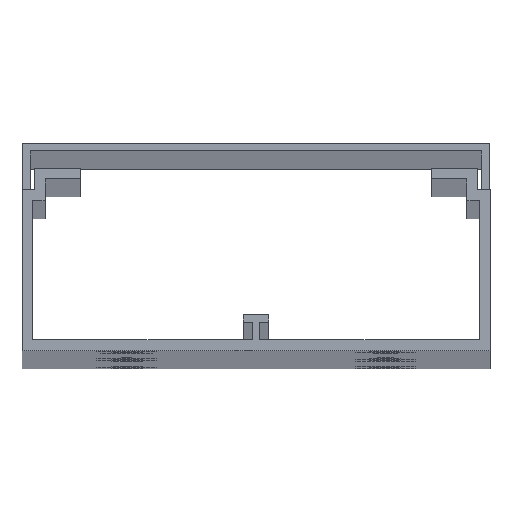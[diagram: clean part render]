
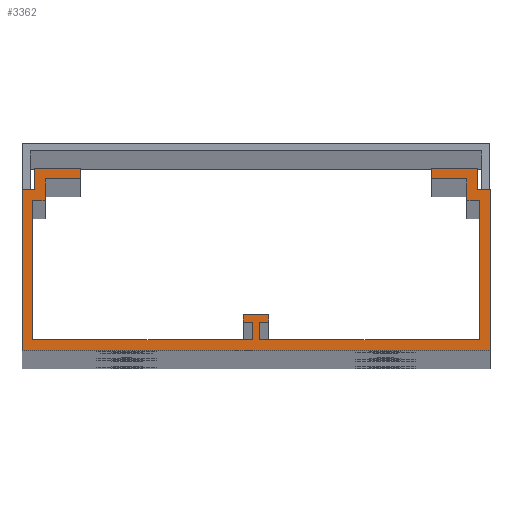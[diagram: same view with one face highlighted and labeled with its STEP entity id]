
A CAD part, top view. The second image highlights one B-rep face of the part: STEP entity #3362.
In plain terms, the highlighted planar face has unit normal (0, 0, 1).
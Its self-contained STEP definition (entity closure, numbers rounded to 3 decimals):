
#99=DIRECTION('',(-1.,0.,0.));
#100=VECTOR('',#99,42.35);
#101=CARTESIAN_POINT('',(-0.75,2.1,0.));
#102=LINE('',#101,#100);
#103=DIRECTION('',(0.,-1.,0.));
#104=VECTOR('',#103,3.4);
#105=CARTESIAN_POINT('',(-0.75,5.5,0.));
#106=LINE('',#105,#104);
#107=DIRECTION('',(1.,0.,0.));
#108=VECTOR('',#107,1.75);
#109=CARTESIAN_POINT('',(-2.5,5.5,0.));
#110=LINE('',#109,#108);
#111=DIRECTION('',(0.,-1.,0.));
#112=VECTOR('',#111,1.5);
#113=CARTESIAN_POINT('',(-2.5,7.,0.));
#114=LINE('',#113,#112);
#115=DIRECTION('',(-1.,0.,0.));
#116=VECTOR('',#115,5.);
#117=CARTESIAN_POINT('',(2.5,7.,0.));
#118=LINE('',#117,#116);
#119=DIRECTION('',(0.,1.,0.));
#120=VECTOR('',#119,1.5);
#121=CARTESIAN_POINT('',(2.5,5.5,0.));
#122=LINE('',#121,#120);
#123=DIRECTION('',(1.,0.,0.));
#124=VECTOR('',#123,1.75);
#125=CARTESIAN_POINT('',(0.75,5.5,0.));
#126=LINE('',#125,#124);
#127=DIRECTION('',(0.,1.,0.));
#128=VECTOR('',#127,3.4);
#129=CARTESIAN_POINT('',(0.75,2.1,0.));
#130=LINE('',#129,#128);
#131=DIRECTION('',(-1.,0.,0.));
#132=VECTOR('',#131,42.35);
#133=CARTESIAN_POINT('',(43.1,2.1,0.));
#134=LINE('',#133,#132);
#135=DIRECTION('',(0.,-1.,0.));
#136=VECTOR('',#135,26.9);
#137=CARTESIAN_POINT('',(43.1,29.,0.));
#138=LINE('',#137,#136);
#139=DIRECTION('',(1.,0.,0.));
#140=VECTOR('',#139,2.35);
#141=CARTESIAN_POINT('',(40.75,29.,0.));
#142=LINE('',#141,#140);
#143=DIRECTION('',(0.,-1.,0.));
#144=VECTOR('',#143,4.2);
#145=CARTESIAN_POINT('',(40.75,33.2,0.));
#146=LINE('',#145,#144);
#147=DIRECTION('',(1.,0.,0.));
#148=VECTOR('',#147,6.8);
#149=CARTESIAN_POINT('',(33.95,33.2,0.));
#150=LINE('',#149,#148);
#151=DIRECTION('',(0.,-1.,0.));
#152=VECTOR('',#151,2.1);
#153=CARTESIAN_POINT('',(33.95,35.3,0.));
#154=LINE('',#153,#152);
#155=DIRECTION('',(0.,1.,0.));
#156=VECTOR('',#155,4.2);
#157=CARTESIAN_POINT('',(42.85,31.1,0.));
#158=LINE('',#157,#156);
#159=DIRECTION('',(-1.,0.,0.));
#160=VECTOR('',#159,2.35);
#161=CARTESIAN_POINT('',(45.2,31.1,0.));
#162=LINE('',#161,#160);
#163=DIRECTION('',(0.,1.,0.));
#164=VECTOR('',#163,31.1);
#165=CARTESIAN_POINT('',(45.2,0.,0.));
#166=LINE('',#165,#164);
#167=DIRECTION('',(1.,0.,0.));
#168=VECTOR('',#167,90.4);
#169=CARTESIAN_POINT('',(-45.2,0.,0.));
#170=LINE('',#169,#168);
#171=DIRECTION('',(0.,-1.,0.));
#172=VECTOR('',#171,31.1);
#173=CARTESIAN_POINT('',(-45.2,31.1,0.));
#174=LINE('',#173,#172);
#175=DIRECTION('',(-1.,0.,0.));
#176=VECTOR('',#175,2.35);
#177=CARTESIAN_POINT('',(-42.85,31.1,0.));
#178=LINE('',#177,#176);
#179=DIRECTION('',(0.,-1.,0.));
#180=VECTOR('',#179,4.2);
#181=CARTESIAN_POINT('',(-42.85,35.3,0.));
#182=LINE('',#181,#180);
#183=DIRECTION('',(0.,1.,0.));
#184=VECTOR('',#183,2.1);
#185=CARTESIAN_POINT('',(-33.95,33.2,0.));
#186=LINE('',#185,#184);
#187=DIRECTION('',(1.,0.,0.));
#188=VECTOR('',#187,6.8);
#189=CARTESIAN_POINT('',(-40.75,33.2,0.));
#190=LINE('',#189,#188);
#191=DIRECTION('',(0.,1.,0.));
#192=VECTOR('',#191,4.2);
#193=CARTESIAN_POINT('',(-40.75,29.,0.));
#194=LINE('',#193,#192);
#195=DIRECTION('',(1.,0.,0.));
#196=VECTOR('',#195,2.35);
#197=CARTESIAN_POINT('',(-43.1,29.,0.));
#198=LINE('',#197,#196);
#199=DIRECTION('',(0.,1.,0.));
#200=VECTOR('',#199,26.9);
#201=CARTESIAN_POINT('',(-43.1,2.1,0.));
#202=LINE('',#201,#200);
#1111=DIRECTION('',(-1.,0.,0.));
#1112=VECTOR('',#1111,8.9);
#1113=CARTESIAN_POINT('',(-33.95,35.3,0.));
#1114=LINE('',#1113,#1112);
#1879=DIRECTION('',(-1.,0.,0.));
#1880=VECTOR('',#1879,8.9);
#1881=CARTESIAN_POINT('',(42.85,35.3,0.));
#1882=LINE('',#1881,#1880);
#2547=CARTESIAN_POINT('',(45.2,0.,0.));
#2548=CARTESIAN_POINT('',(45.2,31.1,0.));
#2549=VERTEX_POINT('',#2547);
#2550=VERTEX_POINT('',#2548);
#2551=CARTESIAN_POINT('',(42.85,31.1,0.));
#2552=VERTEX_POINT('',#2551);
#2553=CARTESIAN_POINT('',(42.85,35.3,0.));
#2554=VERTEX_POINT('',#2553);
#2555=CARTESIAN_POINT('',(40.75,29.,0.));
#2556=CARTESIAN_POINT('',(43.1,29.,0.));
#2557=VERTEX_POINT('',#2555);
#2558=VERTEX_POINT('',#2556);
#2559=CARTESIAN_POINT('',(43.1,2.1,0.));
#2560=VERTEX_POINT('',#2559);
#2561=CARTESIAN_POINT('',(-43.1,2.1,0.));
#2562=CARTESIAN_POINT('',(-43.1,29.,0.));
#2563=VERTEX_POINT('',#2561);
#2564=VERTEX_POINT('',#2562);
#2565=CARTESIAN_POINT('',(-40.75,29.,0.));
#2566=VERTEX_POINT('',#2565);
#2567=CARTESIAN_POINT('',(-42.85,35.3,0.));
#2568=CARTESIAN_POINT('',(-42.85,31.1,0.));
#2569=VERTEX_POINT('',#2567);
#2570=VERTEX_POINT('',#2568);
#2571=CARTESIAN_POINT('',(-45.2,31.1,0.));
#2572=VERTEX_POINT('',#2571);
#2573=CARTESIAN_POINT('',(-45.2,0.,0.));
#2574=VERTEX_POINT('',#2573);
#2603=CARTESIAN_POINT('',(-33.95,33.2,0.));
#2604=CARTESIAN_POINT('',(-33.95,35.3,0.));
#2605=VERTEX_POINT('',#2603);
#2606=VERTEX_POINT('',#2604);
#2607=CARTESIAN_POINT('',(33.95,35.3,0.));
#2608=CARTESIAN_POINT('',(33.95,33.2,0.));
#2609=VERTEX_POINT('',#2607);
#2610=VERTEX_POINT('',#2608);
#2620=CARTESIAN_POINT('',(40.75,33.2,0.));
#2622=VERTEX_POINT('',#2620);
#2624=CARTESIAN_POINT('',(-40.75,33.2,0.));
#2626=VERTEX_POINT('',#2624);
#2627=CARTESIAN_POINT('',(0.75,5.5,0.));
#2628=CARTESIAN_POINT('',(2.5,5.5,0.));
#2629=VERTEX_POINT('',#2627);
#2630=VERTEX_POINT('',#2628);
#2631=CARTESIAN_POINT('',(2.5,7.,0.));
#2632=VERTEX_POINT('',#2631);
#2633=CARTESIAN_POINT('',(-2.5,7.,0.));
#2634=VERTEX_POINT('',#2633);
#2635=CARTESIAN_POINT('',(-2.5,5.5,0.));
#2636=VERTEX_POINT('',#2635);
#2637=CARTESIAN_POINT('',(-0.75,5.5,0.));
#2638=VERTEX_POINT('',#2637);
#2652=CARTESIAN_POINT('',(0.75,2.1,0.));
#2654=VERTEX_POINT('',#2652);
#2656=CARTESIAN_POINT('',(-0.75,2.1,0.));
#2658=VERTEX_POINT('',#2656);
#3299=CARTESIAN_POINT('',(0.,0.,0.));
#3300=DIRECTION('',(0.,0.,1.));
#3301=DIRECTION('',(1.,0.,0.));
#3302=AXIS2_PLACEMENT_3D('',#3299,#3300,#3301);
#3303=PLANE('',#3302);
#3305=ORIENTED_EDGE('',*,*,#3304,.F.);
#3307=ORIENTED_EDGE('',*,*,#3306,.F.);
#3309=ORIENTED_EDGE('',*,*,#3308,.F.);
#3311=ORIENTED_EDGE('',*,*,#3310,.F.);
#3313=ORIENTED_EDGE('',*,*,#3312,.F.);
#3315=ORIENTED_EDGE('',*,*,#3314,.F.);
#3317=ORIENTED_EDGE('',*,*,#3316,.F.);
#3319=ORIENTED_EDGE('',*,*,#3318,.F.);
#3321=ORIENTED_EDGE('',*,*,#3320,.F.);
#3323=ORIENTED_EDGE('',*,*,#3322,.F.);
#3325=ORIENTED_EDGE('',*,*,#3324,.F.);
#3327=ORIENTED_EDGE('',*,*,#3326,.F.);
#3329=ORIENTED_EDGE('',*,*,#3328,.F.);
#3331=ORIENTED_EDGE('',*,*,#3330,.F.);
#3333=ORIENTED_EDGE('',*,*,#3332,.F.);
#3335=ORIENTED_EDGE('',*,*,#3334,.F.);
#3337=ORIENTED_EDGE('',*,*,#3336,.F.);
#3339=ORIENTED_EDGE('',*,*,#3338,.F.);
#3341=ORIENTED_EDGE('',*,*,#3340,.F.);
#3343=ORIENTED_EDGE('',*,*,#3342,.F.);
#3345=ORIENTED_EDGE('',*,*,#3344,.F.);
#3347=ORIENTED_EDGE('',*,*,#3346,.F.);
#3349=ORIENTED_EDGE('',*,*,#3348,.F.);
#3351=ORIENTED_EDGE('',*,*,#3350,.F.);
#3353=ORIENTED_EDGE('',*,*,#3352,.F.);
#3355=ORIENTED_EDGE('',*,*,#3354,.F.);
#3357=ORIENTED_EDGE('',*,*,#3356,.F.);
#3359=ORIENTED_EDGE('',*,*,#3358,.F.);
#3360=EDGE_LOOP('',(#3305,#3307,#3309,#3311,#3313,#3315,#3317,#3319,#3321,#3323,
#3325,#3327,#3329,#3331,#3333,#3335,#3337,#3339,#3341,#3343,#3345,#3347,#3349,
#3351,#3353,#3355,#3357,#3359));
#3361=FACE_OUTER_BOUND('',#3360,.F.);
#3304=EDGE_CURVE('',#2658,#2563,#102,.T.);
#3306=EDGE_CURVE('',#2638,#2658,#106,.T.);
#3308=EDGE_CURVE('',#2636,#2638,#110,.T.);
#3310=EDGE_CURVE('',#2634,#2636,#114,.T.);
#3312=EDGE_CURVE('',#2632,#2634,#118,.T.);
#3314=EDGE_CURVE('',#2630,#2632,#122,.T.);
#3316=EDGE_CURVE('',#2629,#2630,#126,.T.);
#3318=EDGE_CURVE('',#2654,#2629,#130,.T.);
#3320=EDGE_CURVE('',#2560,#2654,#134,.T.);
#3322=EDGE_CURVE('',#2558,#2560,#138,.T.);
#3324=EDGE_CURVE('',#2557,#2558,#142,.T.);
#3326=EDGE_CURVE('',#2622,#2557,#146,.T.);
#3328=EDGE_CURVE('',#2610,#2622,#150,.T.);
#3330=EDGE_CURVE('',#2609,#2610,#154,.T.);
#3332=EDGE_CURVE('',#2554,#2609,#1882,.T.);
#3334=EDGE_CURVE('',#2552,#2554,#158,.T.);
#3336=EDGE_CURVE('',#2550,#2552,#162,.T.);
#3338=EDGE_CURVE('',#2549,#2550,#166,.T.);
#3340=EDGE_CURVE('',#2574,#2549,#170,.T.);
#3342=EDGE_CURVE('',#2572,#2574,#174,.T.);
#3344=EDGE_CURVE('',#2570,#2572,#178,.T.);
#3346=EDGE_CURVE('',#2569,#2570,#182,.T.);
#3348=EDGE_CURVE('',#2606,#2569,#1114,.T.);
#3350=EDGE_CURVE('',#2605,#2606,#186,.T.);
#3352=EDGE_CURVE('',#2626,#2605,#190,.T.);
#3354=EDGE_CURVE('',#2566,#2626,#194,.T.);
#3356=EDGE_CURVE('',#2564,#2566,#198,.T.);
#3358=EDGE_CURVE('',#2563,#2564,#202,.T.);
#3362=ADVANCED_FACE('',(#3361),#3303,.T.);
